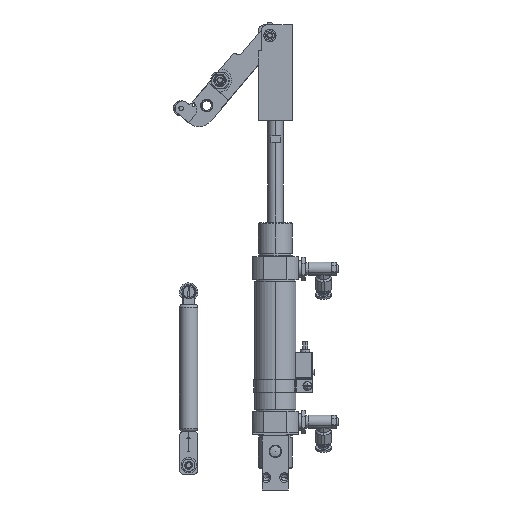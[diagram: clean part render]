
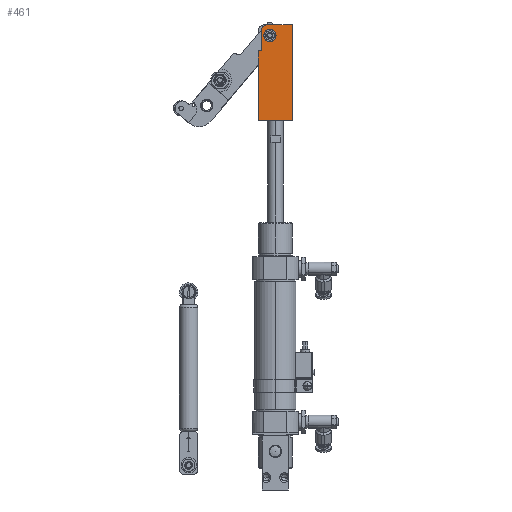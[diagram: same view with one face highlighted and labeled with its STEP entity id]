
A CAD part, left-side view. The second image highlights one B-rep face of the part: STEP entity #461.
In plain terms, the highlighted face is planar.
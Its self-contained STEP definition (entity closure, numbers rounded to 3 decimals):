
#461 = ADVANCED_FACE ( 'NONE', ( #12677, #6494 ), #27508, .T. ) ;
#1520 = DIRECTION ( 'NONE',  ( 0., 0., 1. ) ) ;
#2477 = CARTESIAN_POINT ( 'NONE',  ( 31., -9.9, 11. ) ) ;
#2707 = CARTESIAN_POINT ( 'NONE',  ( -31., -9.9, 11. ) ) ;
#3285 = LINE ( 'NONE', #2477, #23054 ) ;
#3465 = VECTOR ( 'NONE', #31141, 1000. ) ;
#3717 = ORIENTED_EDGE ( 'NONE', *, *, #29254, .F. ) ;
#4491 = LINE ( 'NONE', #13989, #26735 ) ;
#5227 = CARTESIAN_POINT ( 'NONE',  ( 14., -9.9, 9. ) ) ;
#5231 = VECTOR ( 'NONE', #13162, 1000. ) ;
#5865 = VERTEX_POINT ( 'NONE', #5227 ) ;
#6013 = AXIS2_PLACEMENT_3D ( 'NONE', #17892, #10145, #28605 ) ;
#6494 = FACE_BOUND ( 'NONE', #30016, .T. ) ;
#6506 = VERTEX_POINT ( 'NONE', #19089 ) ;
#6913 = EDGE_CURVE ( 'NONE', #5865, #30570, #18780, .T. ) ;
#6947 = ORIENTED_EDGE ( 'NONE', *, *, #26027, .T. ) ;
#7074 = EDGE_CURVE ( 'NONE', #20361, #6506, #28221, .T. ) ;
#7627 = CARTESIAN_POINT ( 'NONE',  ( 24., -9.9, 0.5 ) ) ;
#9386 = VERTEX_POINT ( 'NONE', #14574 ) ;
#9558 = VECTOR ( 'NONE', #32527, 1000. ) ;
#9980 = EDGE_CURVE ( 'NONE', #25279, #31128, #30565, .T. ) ;
#10145 = DIRECTION ( 'NONE',  ( 0., 1., 0. ) ) ;
#10471 = CARTESIAN_POINT ( 'NONE',  ( -31., -9.9, 11. ) ) ;
#10614 = DIRECTION ( 'NONE',  ( 0., -1., 0. ) ) ;
#12067 = CIRCLE ( 'NONE', #6013, 3. ) ;
#12544 = ORIENTED_EDGE ( 'NONE', *, *, #6913, .T. ) ;
#12677 = FACE_OUTER_BOUND ( 'NONE', #24864, .T. ) ;
#12989 = ORIENTED_EDGE ( 'NONE', *, *, #17947, .F. ) ;
#13162 = DIRECTION ( 'NONE',  ( 1., 0., 0. ) ) ;
#13202 = VERTEX_POINT ( 'NONE', #29331 ) ;
#13844 = ORIENTED_EDGE ( 'NONE', *, *, #31174, .F. ) ;
#13881 = VECTOR ( 'NONE', #28921, 1000. ) ;
#13989 = CARTESIAN_POINT ( 'NONE',  ( 31., -9.9, 9. ) ) ;
#14096 = LINE ( 'NONE', #19435, #9558 ) ;
#14395 = AXIS2_PLACEMENT_3D ( 'NONE', #26305, #10614, #15912 ) ;
#14574 = CARTESIAN_POINT ( 'NONE',  ( -31., -9.9, -11. ) ) ;
#15076 = ORIENTED_EDGE ( 'NONE', *, *, #15137, .F. ) ;
#15137 = EDGE_CURVE ( 'NONE', #5865, #6506, #4491, .T. ) ;
#15502 = LINE ( 'NONE', #10471, #13881 ) ;
#15740 = ORIENTED_EDGE ( 'NONE', *, *, #9980, .T. ) ;
#15750 = CARTESIAN_POINT ( 'NONE',  ( 14., -9.9, 11. ) ) ;
#15912 = DIRECTION ( 'NONE',  ( 0., 0., -1. ) ) ;
#16820 = DIRECTION ( 'NONE',  ( 0., -1., 0. ) ) ;
#17223 = DIRECTION ( 'NONE',  ( 0., 1., 0. ) ) ;
#17892 = CARTESIAN_POINT ( 'NONE',  ( 24., -9.9, 3.5 ) ) ;
#17947 = EDGE_CURVE ( 'NONE', #13202, #9386, #14096, .T. ) ;
#18380 = CARTESIAN_POINT ( 'NONE',  ( 14., -9.9, 9. ) ) ;
#18646 = DIRECTION ( 'NONE',  ( 0., 0., -1. ) ) ;
#18780 = LINE ( 'NONE', #18380, #3465 ) ;
#19089 = CARTESIAN_POINT ( 'NONE',  ( 27., -9.9, 9. ) ) ;
#19435 = CARTESIAN_POINT ( 'NONE',  ( -31., -9.9, -11. ) ) ;
#20361 = VERTEX_POINT ( 'NONE', #28285 ) ;
#21010 = VERTEX_POINT ( 'NONE', #2707 ) ;
#22884 = AXIS2_PLACEMENT_3D ( 'NONE', #27635, #16820, #29833 ) ;
#23054 = VECTOR ( 'NONE', #18646, 1000. ) ;
#24122 = DIRECTION ( 'NONE',  ( 1., 0., 0. ) ) ;
#24230 = EDGE_CURVE ( 'NONE', #9386, #21010, #15502, .T. ) ;
#24664 = LINE ( 'NONE', #31923, #5231 ) ;
#24864 = EDGE_LOOP ( 'NONE', ( #13844, #26582, #15076, #12544, #3717, #28709, #12989 ) ) ;
#25279 = VERTEX_POINT ( 'NONE', #7627 ) ;
#26027 = EDGE_CURVE ( 'NONE', #31128, #25279, #12067, .T. ) ;
#26305 = CARTESIAN_POINT ( 'NONE',  ( 27., -9.9, 5. ) ) ;
#26582 = ORIENTED_EDGE ( 'NONE', *, *, #7074, .T. ) ;
#26735 = VECTOR ( 'NONE', #24122, 1000. ) ;
#27508 = PLANE ( 'NONE',  #22884 ) ;
#27635 = CARTESIAN_POINT ( 'NONE',  ( 31., -9.9, -11. ) ) ;
#28221 = CIRCLE ( 'NONE', #14395, 4. ) ;
#28285 = CARTESIAN_POINT ( 'NONE',  ( 31., -9.9, 5. ) ) ;
#28605 = DIRECTION ( 'NONE',  ( 0., 0., 1. ) ) ;
#28709 = ORIENTED_EDGE ( 'NONE', *, *, #24230, .F. ) ;
#28921 = DIRECTION ( 'NONE',  ( 0., 0., 1. ) ) ;
#29254 = EDGE_CURVE ( 'NONE', #21010, #30570, #24664, .T. ) ;
#29331 = CARTESIAN_POINT ( 'NONE',  ( 31., -9.9, -11. ) ) ;
#29833 = DIRECTION ( 'NONE',  ( 0., 0., -1. ) ) ;
#30016 = EDGE_LOOP ( 'NONE', ( #6947, #15740 ) ) ;
#30565 = CIRCLE ( 'NONE', #33276, 3. ) ;
#30570 = VERTEX_POINT ( 'NONE', #15750 ) ;
#30768 = CARTESIAN_POINT ( 'NONE',  ( 24., -9.9, 3.5 ) ) ;
#31128 = VERTEX_POINT ( 'NONE', #31731 ) ;
#31141 = DIRECTION ( 'NONE',  ( 0., 0., 1. ) ) ;
#31174 = EDGE_CURVE ( 'NONE', #20361, #13202, #3285, .T. ) ;
#31731 = CARTESIAN_POINT ( 'NONE',  ( 24., -9.9, 6.5 ) ) ;
#31923 = CARTESIAN_POINT ( 'NONE',  ( -31., -9.9, 11. ) ) ;
#32527 = DIRECTION ( 'NONE',  ( -1., 0., 0. ) ) ;
#33276 = AXIS2_PLACEMENT_3D ( 'NONE', #30768, #17223, #1520 ) ;
